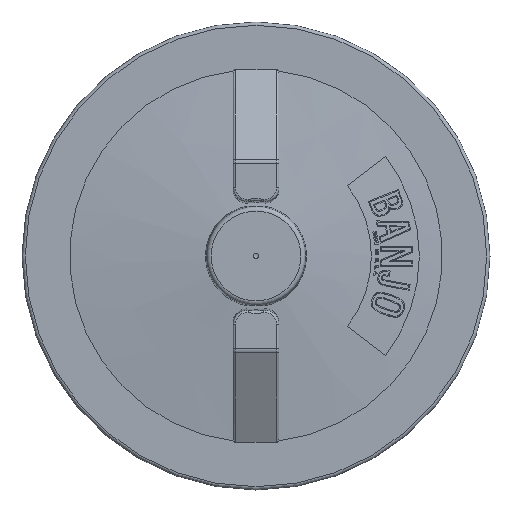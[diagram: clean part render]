
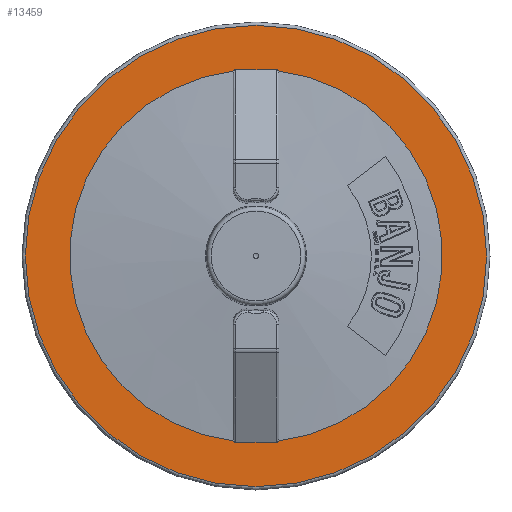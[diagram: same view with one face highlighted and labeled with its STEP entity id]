
A CAD part, left-side view. The second image highlights one B-rep face of the part: STEP entity #13459.
In plain terms, the highlighted face is planar.
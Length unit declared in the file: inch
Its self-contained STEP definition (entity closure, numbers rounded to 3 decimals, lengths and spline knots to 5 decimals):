
#45=ELLIPSE('',#14400,0.13406,0.06);
#52=ELLIPSE('',#14424,0.13406,0.06);
#53=ELLIPSE('',#14429,0.13406,0.06);
#60=ELLIPSE('',#14453,0.13406,0.06);
#548=FACE_BOUND('',#4223,.T.);
#867=PLANE('',#14462);
#1567=LINE('',#30001,#2279);
#1568=LINE('',#30002,#2280);
#1579=LINE('',#30171,#2291);
#1580=LINE('',#30172,#2292);
#2279=VECTOR('',#16948,0.565);
#2280=VECTOR('',#16949,0.565);
#2291=VECTOR('',#17018,0.565);
#2292=VECTOR('',#17019,0.565);
#3303=FACE_OUTER_BOUND('',#4222,.T.);
#4222=EDGE_LOOP('',(#12010));
#4223=EDGE_LOOP('',(#12011,#12012,#12013,#12014,#12015,#12016,#12017,#12018,
#12019,#12020));
#5206=CIRCLE('',#14459,6.285);
#5208=CIRCLE('',#14463,5.0775);
#5209=CIRCLE('',#14464,5.0775);
#6373=VERTEX_POINT('',#29834);
#6374=VERTEX_POINT('',#29835);
#6393=VERTEX_POINT('',#29982);
#6394=VERTEX_POINT('',#29992);
#6395=VERTEX_POINT('',#30000);
#6396=VERTEX_POINT('',#30004);
#6397=VERTEX_POINT('',#30005);
#6416=VERTEX_POINT('',#30152);
#6417=VERTEX_POINT('',#30162);
#6418=VERTEX_POINT('',#30170);
#6420=VERTEX_POINT('',#30176);
#8254=EDGE_CURVE('',#6373,#6374,#45,.T.);
#8283=EDGE_CURVE('',#6394,#6393,#52,.F.);
#8286=EDGE_CURVE('',#6395,#6373,#1567,.T.);
#8287=EDGE_CURVE('',#6394,#6395,#1568,.T.);
#8288=EDGE_CURVE('',#6396,#6397,#53,.T.);
#8317=EDGE_CURVE('',#6417,#6416,#60,.F.);
#8320=EDGE_CURVE('',#6418,#6396,#1579,.T.);
#8321=EDGE_CURVE('',#6417,#6418,#1580,.T.);
#8323=EDGE_CURVE('',#6420,#6420,#5206,.T.);
#8325=EDGE_CURVE('',#6416,#6374,#5208,.T.);
#8326=EDGE_CURVE('',#6393,#6397,#5209,.T.);
#12010=ORIENTED_EDGE('',*,*,#8323,.F.);
#12011=ORIENTED_EDGE('',*,*,#8325,.F.);
#12012=ORIENTED_EDGE('',*,*,#8317,.F.);
#12013=ORIENTED_EDGE('',*,*,#8321,.T.);
#12014=ORIENTED_EDGE('',*,*,#8320,.T.);
#12015=ORIENTED_EDGE('',*,*,#8288,.T.);
#12016=ORIENTED_EDGE('',*,*,#8326,.F.);
#12017=ORIENTED_EDGE('',*,*,#8283,.F.);
#12018=ORIENTED_EDGE('',*,*,#8287,.T.);
#12019=ORIENTED_EDGE('',*,*,#8286,.T.);
#12020=ORIENTED_EDGE('',*,*,#8254,.T.);
#13459=ADVANCED_FACE('',(#3303,#548),#867,.T.);
#14400=AXIS2_PLACEMENT_3D('',#29836,#16882,#16883);
#14424=AXIS2_PLACEMENT_3D('',#29994,#16938,#16939);
#14429=AXIS2_PLACEMENT_3D('',#30006,#16952,#16953);
#14453=AXIS2_PLACEMENT_3D('',#30164,#17008,#17009);
#14459=AXIS2_PLACEMENT_3D('',#30177,#17024,#17025);
#14462=AXIS2_PLACEMENT_3D('',#30181,#17030,#17031);
#14463=AXIS2_PLACEMENT_3D('',#30182,#17032,#17033);
#14464=AXIS2_PLACEMENT_3D('',#30183,#17034,#17035);
#16882=DIRECTION('center_axis',(-1.,0.,0.));
#16883=DIRECTION('ref_axis',(0.,-1.,0.));
#16938=DIRECTION('center_axis',(-1.,0.,0.));
#16939=DIRECTION('ref_axis',(0.,-1.,0.));
#16948=DIRECTION('',(0.,0.,1.));
#16949=DIRECTION('',(0.,0.,1.));
#16952=DIRECTION('center_axis',(-1.,0.,0.));
#16953=DIRECTION('ref_axis',(0.,1.,0.));
#17008=DIRECTION('center_axis',(-1.,0.,0.));
#17009=DIRECTION('ref_axis',(0.,1.,0.));
#17018=DIRECTION('',(0.,0.,-1.));
#17019=DIRECTION('',(0.,0.,-1.));
#17024=DIRECTION('center_axis',(-1.,0.,0.));
#17025=DIRECTION('ref_axis',(0.,-1.,0.));
#17030=DIRECTION('center_axis',(1.,0.,0.));
#17031=DIRECTION('ref_axis',(0.,0.,-1.));
#17032=DIRECTION('center_axis',(1.,0.,0.));
#17033=DIRECTION('ref_axis',(0.,0.,-1.));
#17034=DIRECTION('center_axis',(1.,0.,0.));
#17035=DIRECTION('ref_axis',(0.,0.,-1.));
#29834=CARTESIAN_POINT('',(0.19,-5.0775,0.565));
#29835=CARTESIAN_POINT('',(0.19,-5.0412,0.60606));
#29836=CARTESIAN_POINT('Origin',(0.19,-4.94344,0.565));
#29982=CARTESIAN_POINT('',(0.19,-5.0412,-0.60606));
#29992=CARTESIAN_POINT('',(0.19,-5.0775,-0.565));
#29994=CARTESIAN_POINT('Origin',(0.19,-4.94344,-0.565));
#30000=CARTESIAN_POINT('',(0.19,-5.0775,0.));
#30001=CARTESIAN_POINT('',(0.19,-5.0775,0.));
#30002=CARTESIAN_POINT('',(0.19,-5.0775,0.));
#30004=CARTESIAN_POINT('',(0.19,5.0775,-0.565));
#30005=CARTESIAN_POINT('',(0.19,5.0412,-0.60606));
#30006=CARTESIAN_POINT('Origin',(0.19,4.94344,-0.565));
#30152=CARTESIAN_POINT('',(0.19,5.0412,0.60606));
#30162=CARTESIAN_POINT('',(0.19,5.0775,0.565));
#30164=CARTESIAN_POINT('Origin',(0.19,4.94344,0.565));
#30170=CARTESIAN_POINT('',(0.19,5.0775,0.));
#30171=CARTESIAN_POINT('',(0.19,5.0775,0.));
#30172=CARTESIAN_POINT('',(0.19,5.0775,0.));
#30176=CARTESIAN_POINT('',(0.19,6.285,0.));
#30177=CARTESIAN_POINT('Origin',(0.19,0.,0.));
#30181=CARTESIAN_POINT('Origin',(0.19,5.0775,0.));
#30182=CARTESIAN_POINT('Origin',(0.19,0.,0.));
#30183=CARTESIAN_POINT('Origin',(0.19,0.,0.));
